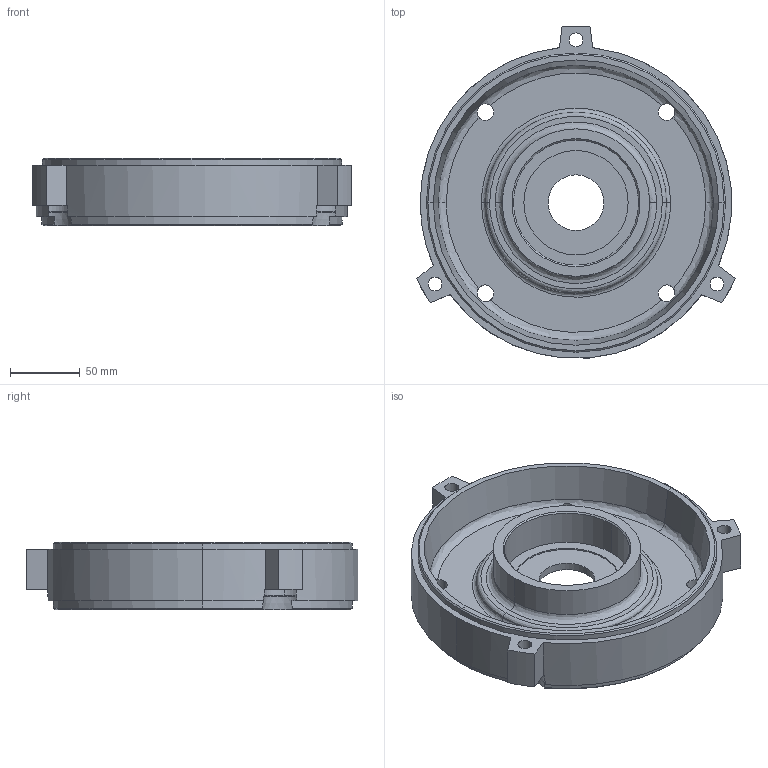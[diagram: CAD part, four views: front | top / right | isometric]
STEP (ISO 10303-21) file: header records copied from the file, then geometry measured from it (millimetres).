
FILE_DESCRIPTION (( 'STEP AP214' ), '1' );
FILE_NAME ('MTAP2-CFACE-210TC.STEP', '2018-12-11T00:37:40', ( '' ), ( '' ), 'SwSTEP 2.0', 'SolidWorks 2017', '' );
FILE_SCHEMA (( 'AUTOMOTIVE_DESIGN' ));
Length unit declared in the file: inch
Products named in the file (1): MTAP2-CFACE-210TC
Bounding box: 229.29 x 238.56 x 48.3 mm (x, y, z)
Volume: 775832.1 mm3; surface area: 158479.1 mm2
Topology: 1 solids, 1 shells, 131 faces, 346 edges, 225 vertices
Faces by surface type: cylinder 67, plane 32, cone 18, bspline 14
Entity records: 6536 total; most frequent: CARTESIAN_POINT 1495, DIRECTION 721, ORIENTED_EDGE 692, EDGE_CURVE 346, AXIS2_PLACEMENT_3D 303, VERTEX_POINT 225, CIRCLE 185, EDGE_LOOP 155
